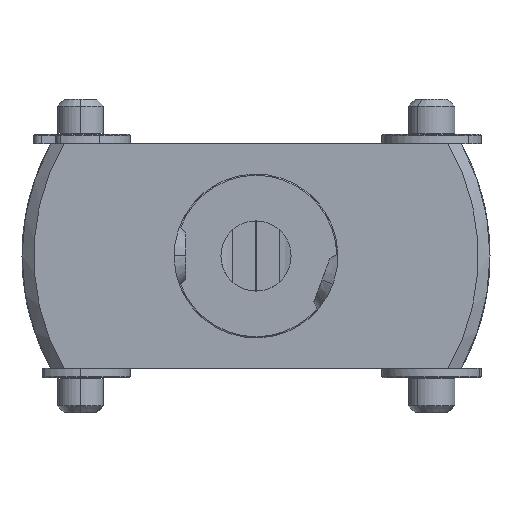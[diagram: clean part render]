
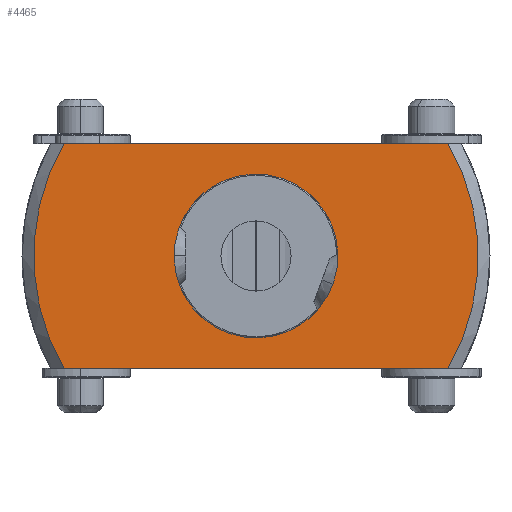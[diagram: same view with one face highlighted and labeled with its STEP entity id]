
A CAD part, left-side view. The second image highlights one B-rep face of the part: STEP entity #4465.
In plain terms, the highlighted planar face has unit normal (-1, 0, 0).
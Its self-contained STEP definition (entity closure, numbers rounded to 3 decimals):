
#2747=AXIS2_PLACEMENT_3D('Circle Axis2P3D',#2745,#2746,$) ;
#3314=AXIS2_PLACEMENT_3D('Circle Axis2P3D',#3312,#3313,$) ;
#4397=AXIS2_PLACEMENT_3D('Circle Axis2P3D',#4395,#4396,$) ;
#4448=AXIS2_PLACEMENT_3D('Plane Axis2P3D',#4445,#4446,#4447) ;
#4452=AXIS2_PLACEMENT_3D('Circle Axis2P3D',#4450,#4451,$) ;
#291=CARTESIAN_POINT('Vertex',(-30.,-8.198,-4.8)) ;
#294=CARTESIAN_POINT('Line Origine',(-30.,0.,-4.8)) ;
#298=CARTESIAN_POINT('Vertex',(-30.,8.198,-4.8)) ;
#1138=CARTESIAN_POINT('Vertex',(-30.,8.198,4.8)) ;
#1141=CARTESIAN_POINT('Line Origine',(-30.,0.,4.8)) ;
#1145=CARTESIAN_POINT('Vertex',(-30.,-8.198,4.8)) ;
#2742=CARTESIAN_POINT('Vertex',(-30.,1.678,-3.072)) ;
#2745=CARTESIAN_POINT('Axis2P3D Location',(-30.,0.,0.)) ;
#2749=CARTESIAN_POINT('Vertex',(-30.,-1.678,3.072)) ;
#3312=CARTESIAN_POINT('Axis2P3D Location',(-30.,0.,0.)) ;
#4395=CARTESIAN_POINT('Axis2P3D Location',(-30.,0.,0.)) ;
#4445=CARTESIAN_POINT('Axis2P3D Location',(-30.,0.,0.)) ;
#4450=CARTESIAN_POINT('Axis2P3D Location',(-30.,0.,0.)) ;
#295=DIRECTION('Vector Direction',(0.,-1.,0.)) ;
#1142=DIRECTION('Vector Direction',(0.,-1.,0.)) ;
#2746=DIRECTION('Axis2P3D Direction',(1.,0.,0.)) ;
#3313=DIRECTION('Axis2P3D Direction',(1.,0.,0.)) ;
#4396=DIRECTION('Axis2P3D Direction',(-1.,0.,0.)) ;
#4446=DIRECTION('Axis2P3D Direction',(-1.,0.,0.)) ;
#4447=DIRECTION('Axis2P3D XDirection',(0.,0.,1.)) ;
#4451=DIRECTION('Axis2P3D Direction',(-1.,0.,0.)) ;
#296=VECTOR('Line Direction',#295,1.) ;
#1143=VECTOR('Line Direction',#1142,1.) ;
#4456=ORIENTED_EDGE('',*,*,#1147,.F.) ;
#4457=ORIENTED_EDGE('',*,*,#4399,.T.) ;
#4458=ORIENTED_EDGE('',*,*,#300,.T.) ;
#4459=ORIENTED_EDGE('',*,*,#4454,.T.) ;
#4462=ORIENTED_EDGE('',*,*,#2751,.F.) ;
#4463=ORIENTED_EDGE('',*,*,#3316,.F.) ;
#4464=FACE_BOUND('',#4461,.T.) ;
#4465=ADVANCED_FACE('Hauptk\X2\00F6\X0\rper',(#4460,#4464),#4449,.T.) ;
#2748=CIRCLE('generated circle',#2747,3.5) ;
#3315=CIRCLE('generated circle',#3314,3.5) ;
#4398=CIRCLE('generated circle',#4397,9.5) ;
#4453=CIRCLE('generated circle',#4452,9.5) ;
#300=EDGE_CURVE('',#299,#292,#297,.T.) ;
#1147=EDGE_CURVE('',#1139,#1146,#1144,.T.) ;
#2751=EDGE_CURVE('',#2743,#2750,#2748,.F.) ;
#3316=EDGE_CURVE('',#2750,#2743,#3315,.F.) ;
#4399=EDGE_CURVE('',#1139,#299,#4398,.T.) ;
#4454=EDGE_CURVE('',#292,#1146,#4453,.T.) ;
#4455=EDGE_LOOP('',(#4456,#4457,#4458,#4459)) ;
#4461=EDGE_LOOP('',(#4462,#4463)) ;
#4460=FACE_OUTER_BOUND('',#4455,.T.) ;
#297=LINE('Line',#294,#296) ;
#1144=LINE('Line',#1141,#1143) ;
#4449=PLANE('',#4448) ;
#292=VERTEX_POINT('',#291) ;
#299=VERTEX_POINT('',#298) ;
#1139=VERTEX_POINT('',#1138) ;
#1146=VERTEX_POINT('',#1145) ;
#2743=VERTEX_POINT('',#2742) ;
#2750=VERTEX_POINT('',#2749) ;
